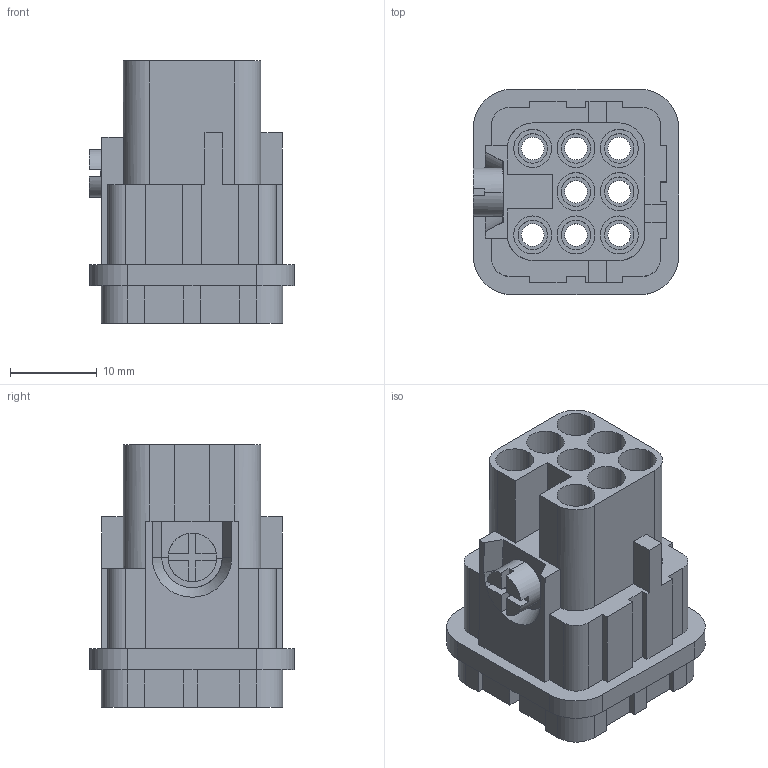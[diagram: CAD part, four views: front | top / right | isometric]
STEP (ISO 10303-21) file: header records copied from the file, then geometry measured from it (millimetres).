
FILE_DESCRIPTION(('SolidDesigner STEP Export'),'2;1');
FILE_NAME('1584350_HC_D_8_I_CT_M-select.stp','2013-12-05T15:10:55',(''),(''),'Creo Elements/Direct Modeling STEP processor for AP214 (Solid Model)','Creo Elements/Direct Modeling 18.1B 29-Sep-2012 (C) Parametric Technology GmbH','');
FILE_SCHEMA(('AUTOMOTIVE_DESIGN { 1 0 10303 214 1 1 1 1 }'));
Length unit declared in the file: millimetre
Products named in the file (2): 1584350_HC_D_8_I_CT_M-select
Assembly tree (1 placements, depth 2):
  1584350_HC_D_8_I_CT_M-select
    1584350_HC_D_8_I_CT_M-select
Bounding box: 23.7 x 23.7 x 30.3 mm (x, y, z)
Volume: 5314.4 mm3; surface area: 6351.3 mm2
Topology: 1 solids, 1 shells, 231 faces, 622 edges, 416 vertices
Faces by surface type: plane 150, cylinder 78, bspline 3
Entity records: 8975 total; most frequent: CARTESIAN_POINT 1431, ORIENTED_EDGE 1244, DIRECTION 1073, EDGE_CURVE 622, VECTOR 441, LINE 441, VERTEX_POINT 416, AXIS2_PLACEMENT_3D 316
